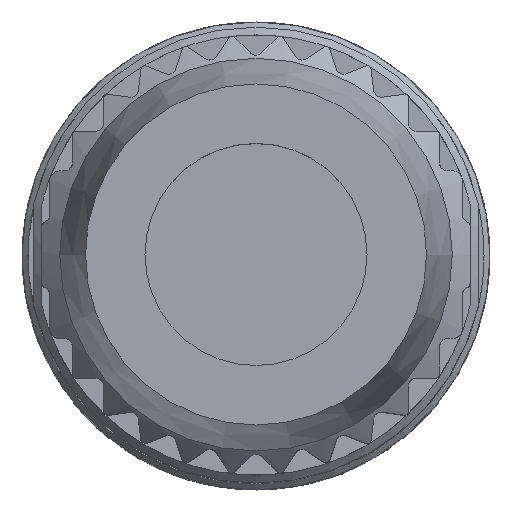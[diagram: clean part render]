
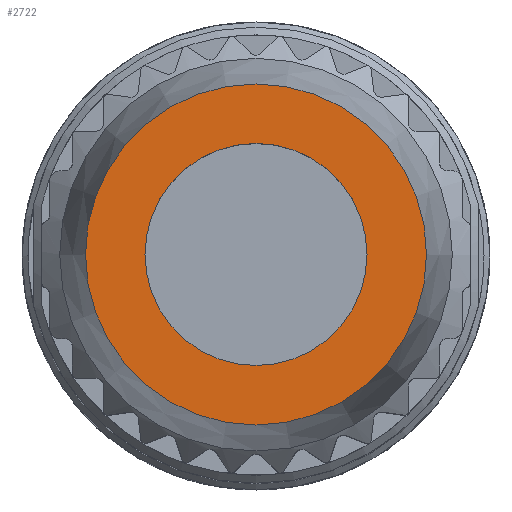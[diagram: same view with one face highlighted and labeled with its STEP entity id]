
A CAD part, top view. The second image highlights one B-rep face of the part: STEP entity #2722.
In plain terms, the highlighted planar face has unit normal (0, 0, 1).
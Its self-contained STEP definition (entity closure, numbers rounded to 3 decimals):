
#489=PLANE('',#9583);
#2722=ADVANCED_FACE('',(#3252,#3253),#489,.T.);
#3252=FACE_BOUND('',#3349,.T.);
#3253=FACE_BOUND('',#3350,.T.);
#3349=EDGE_LOOP('',(#4421));
#3350=EDGE_LOOP('',(#4422));
#3989=CIRCLE('',#9581,2.8);
#3990=CIRCLE('',#9582,4.3);
#4421=ORIENTED_EDGE('',*,*,#8077,.F.);
#4422=ORIENTED_EDGE('',*,*,#8078,.F.);
#7199=VERTEX_POINT('',#13285);
#7200=VERTEX_POINT('',#13287);
#8077=EDGE_CURVE('',#7199,#7199,#3989,.T.);
#8078=EDGE_CURVE('',#7200,#7200,#3990,.T.);
#9581=AXIS2_PLACEMENT_3D('',#13284,#10680,#10681);
#9582=AXIS2_PLACEMENT_3D('',#13286,#10682,#10683);
#9583=AXIS2_PLACEMENT_3D('',#13288,#10684,#10685);
#10680=DIRECTION('',(0.,0.,1.));
#10681=DIRECTION('',(1.,0.,0.));
#10682=DIRECTION('',(0.,0.,-1.));
#10683=DIRECTION('',(1.,0.,0.));
#10684=DIRECTION('',(0.,0.,1.));
#10685=DIRECTION('',(0.,1.,0.));
#13284=CARTESIAN_POINT('',(101.422,-57.925,26.6));
#13285=CARTESIAN_POINT('',(104.222,-57.925,26.6));
#13286=CARTESIAN_POINT('',(101.422,-57.925,26.6));
#13287=CARTESIAN_POINT('',(105.722,-57.925,26.6));
#13288=CARTESIAN_POINT('',(96.692,-53.195,26.6));
